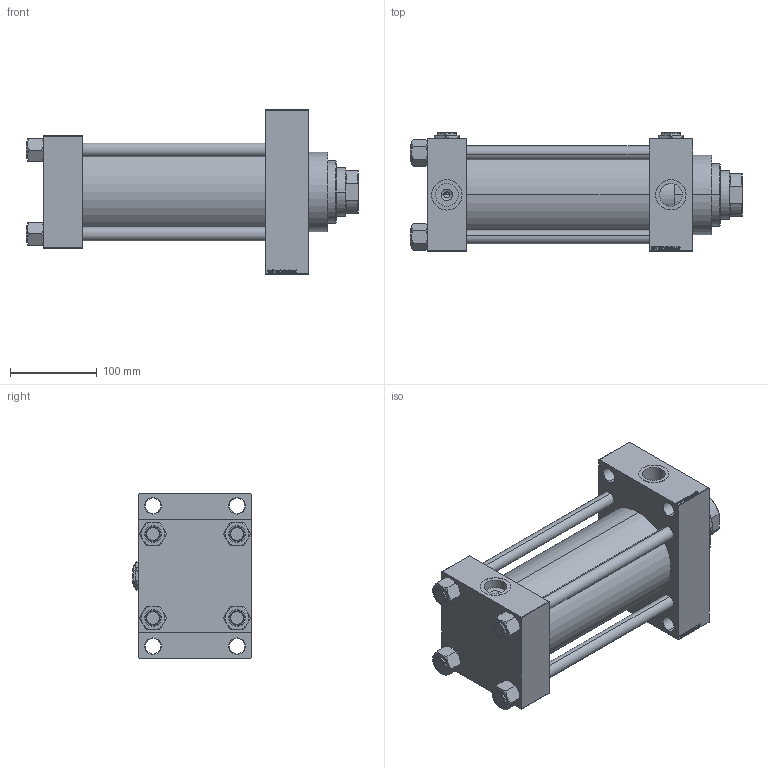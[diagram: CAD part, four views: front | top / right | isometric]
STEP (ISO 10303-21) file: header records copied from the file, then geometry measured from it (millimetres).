
FILE_DESCRIPTION (( 'STEP AP203' ), '1' );
FILE_NAME ('b235.STEP', '2025-03-24T12:05:56', ( '' ), ( '' ), 'SwSTEP 2.0', 'SolidWorks 2019', '' );
FILE_SCHEMA (( 'CONFIG_CONTROL_DESIGN' ));
Length unit declared in the file: millimetre
Products named in the file (7): NUT_M5_D dfe15eaccc172f549a0a842f3573ecf3; V215_VC_A dfe15eaccc172f549a0a842f3573ecf3; V215CR_D_Body dfe15eaccc172f549a0a842f3573ecf3; Zatka_pro_OIL_PORT dfe15eaccc172f549a0a842f3573ecf3; b235; V215CR_VCP_D dfe15eaccc172f549a0a842f3573ecf3; V215CR_D_TYCINKA dfe15eaccc172f549a0a842f3573ecf3
Assembly tree (13 placements, depth 2):
  b235
    V215CR_D_Body dfe15eaccc172f549a0a842f3573ecf3
    V215CR_VCP_D dfe15eaccc172f549a0a842f3573ecf3
    NUT_M5_D dfe15eaccc172f549a0a842f3573ecf3  x4
    V215CR_D_TYCINKA dfe15eaccc172f549a0a842f3573ecf3  x4
    V215_VC_A dfe15eaccc172f549a0a842f3573ecf3
    Zatka_pro_OIL_PORT dfe15eaccc172f549a0a842f3573ecf3  x2
Bounding box: 383 x 137 x 190 mm (x, y, z)
Volume: 3207035.4 mm3; surface area: 512663.8 mm2
Topology: 13 solids, 13 shells, 1252 faces, 3146 edges, 2036 vertices
Faces by surface type: plane 593, bspline 368, cone 184, cylinder 99, torus 8
Entity records: 49885 total; most frequent: CARTESIAN_POINT 25917, ORIENTED_EDGE 5364, DIRECTION 3528, EDGE_CURVE 2682, VERTEX_POINT 1756, VECTOR 1570, LINE 1570, EDGE_LOOP 1192
